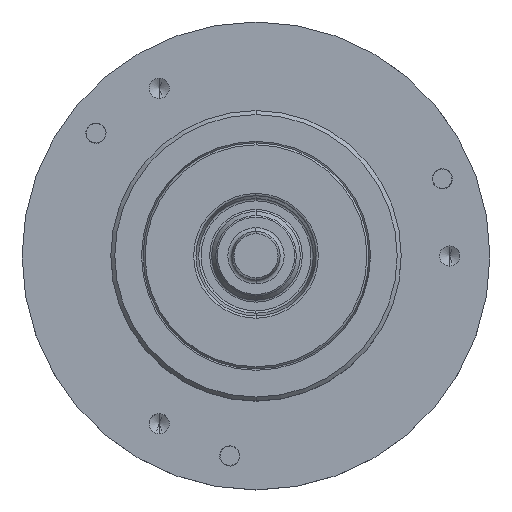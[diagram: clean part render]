
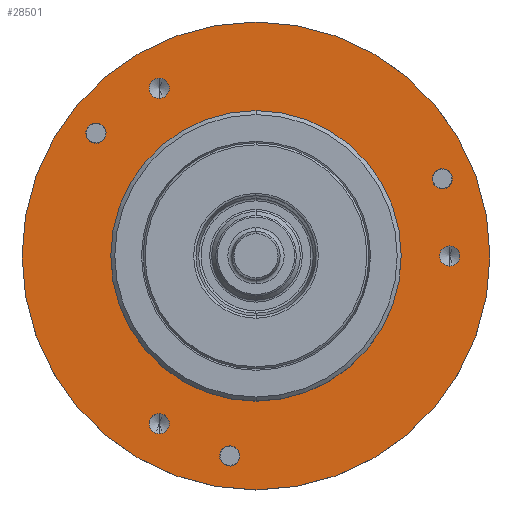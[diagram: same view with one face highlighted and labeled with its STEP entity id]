
A CAD part, top view. The second image highlights one B-rep face of the part: STEP entity #28501.
In plain terms, the highlighted planar face has unit normal (0, 0, 1).
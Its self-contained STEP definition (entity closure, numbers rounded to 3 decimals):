
#4011=CARTESIAN_POINT('',(0.,0.,17.));
#4012=DIRECTION('',(0.,0.,1.));
#4013=DIRECTION('',(1.,0.,0.));
#4014=AXIS2_PLACEMENT_3D('',#4011,#4012,#4013);
#4016=CARTESIAN_POINT('',(0.,0.,17.));
#4017=DIRECTION('',(0.,0.,1.));
#4018=DIRECTION('',(-1.,0.,0.));
#4019=AXIS2_PLACEMENT_3D('',#4016,#4017,#4018);
#4021=CARTESIAN_POINT('',(-19.834,15.219,17.));
#4022=DIRECTION('',(0.,0.,-1.));
#4023=DIRECTION('',(-0.793,0.609,0.));
#4024=AXIS2_PLACEMENT_3D('',#4021,#4022,#4023);
#4026=CARTESIAN_POINT('',(-19.834,15.219,17.));
#4027=DIRECTION('',(0.,0.,-1.));
#4028=DIRECTION('',(0.793,-0.609,0.));
#4029=AXIS2_PLACEMENT_3D('',#4026,#4027,#4028);
#4031=CARTESIAN_POINT('',(-3.263,-24.786,17.));
#4032=DIRECTION('',(0.,0.,-1.));
#4033=DIRECTION('',(-0.131,-0.991,0.));
#4034=AXIS2_PLACEMENT_3D('',#4031,#4032,#4033);
#4036=CARTESIAN_POINT('',(-3.263,-24.786,17.));
#4037=DIRECTION('',(0.,0.,-1.));
#4038=DIRECTION('',(0.131,0.991,0.));
#4039=AXIS2_PLACEMENT_3D('',#4036,#4037,#4038);
#4041=CARTESIAN_POINT('',(23.097,9.567,17.));
#4042=DIRECTION('',(0.,0.,-1.));
#4043=DIRECTION('',(0.924,0.383,0.));
#4044=AXIS2_PLACEMENT_3D('',#4041,#4042,#4043);
#4046=CARTESIAN_POINT('',(23.097,9.567,17.));
#4047=DIRECTION('',(0.,0.,-1.));
#4048=DIRECTION('',(-0.924,-0.383,0.));
#4049=AXIS2_PLACEMENT_3D('',#4046,#4047,#4048);
#4051=CARTESIAN_POINT('',(-12.,-20.785,17.));
#4052=DIRECTION('',(0.,0.,1.));
#4053=DIRECTION('',(0.,-1.,0.));
#4054=AXIS2_PLACEMENT_3D('',#4051,#4052,#4053);
#4056=CARTESIAN_POINT('',(-12.,-20.785,17.));
#4057=DIRECTION('',(0.,0.,1.));
#4058=DIRECTION('',(0.,1.,0.));
#4059=AXIS2_PLACEMENT_3D('',#4056,#4057,#4058);
#4061=CARTESIAN_POINT('',(-12.,20.785,17.));
#4062=DIRECTION('',(0.,0.,1.));
#4063=DIRECTION('',(0.,-1.,0.));
#4064=AXIS2_PLACEMENT_3D('',#4061,#4062,#4063);
#4066=CARTESIAN_POINT('',(-12.,20.785,17.));
#4067=DIRECTION('',(0.,0.,1.));
#4068=DIRECTION('',(0.,1.,0.));
#4069=AXIS2_PLACEMENT_3D('',#4066,#4067,#4068);
#4071=CARTESIAN_POINT('',(24.,0.,17.));
#4072=DIRECTION('',(0.,0.,1.));
#4073=DIRECTION('',(0.,-1.,0.));
#4074=AXIS2_PLACEMENT_3D('',#4071,#4072,#4073);
#4076=CARTESIAN_POINT('',(24.,0.,17.));
#4077=DIRECTION('',(0.,0.,1.));
#4078=DIRECTION('',(0.,1.,0.));
#4079=AXIS2_PLACEMENT_3D('',#4076,#4077,#4078);
#4089=CARTESIAN_POINT('',(0.,0.,17.));
#4090=DIRECTION('',(0.,0.,1.));
#4091=DIRECTION('',(0.,1.,0.));
#4092=AXIS2_PLACEMENT_3D('',#4089,#4090,#4091);
#4126=CARTESIAN_POINT('',(0.,0.,17.));
#4127=DIRECTION('',(0.,0.,-1.));
#4128=DIRECTION('',(0.,1.,0.));
#4129=AXIS2_PLACEMENT_3D('',#4126,#4127,#4128);
#23007=CARTESIAN_POINT('',(0.,18.,17.));
#23008=CARTESIAN_POINT('',(0.,-18.,17.));
#23009=VERTEX_POINT('',#23007);
#23010=VERTEX_POINT('',#23008);
#23011=CARTESIAN_POINT('',(29.,0.,17.));
#23012=CARTESIAN_POINT('',(-29.,0.,17.));
#23013=VERTEX_POINT('',#23011);
#23014=VERTEX_POINT('',#23012);
#23015=CARTESIAN_POINT('',(-20.826,15.98,17.));
#23016=CARTESIAN_POINT('',(-18.842,14.458,17.));
#23017=VERTEX_POINT('',#23015);
#23018=VERTEX_POINT('',#23016);
#23019=CARTESIAN_POINT('',(-3.426,-26.025,17.));
#23020=CARTESIAN_POINT('',(-3.1,-23.547,17.));
#23021=VERTEX_POINT('',#23019);
#23022=VERTEX_POINT('',#23020);
#23023=CARTESIAN_POINT('',(24.252,10.045,17.));
#23024=CARTESIAN_POINT('',(21.942,9.089,17.));
#23025=VERTEX_POINT('',#23023);
#23026=VERTEX_POINT('',#23024);
#23033=CARTESIAN_POINT('',(-12.,-22.035,17.));
#23034=CARTESIAN_POINT('',(-12.,-19.535,17.));
#23035=VERTEX_POINT('',#23033);
#23036=VERTEX_POINT('',#23034);
#23043=CARTESIAN_POINT('',(-12.,19.535,17.));
#23044=CARTESIAN_POINT('',(-12.,22.035,17.));
#23045=VERTEX_POINT('',#23043);
#23046=VERTEX_POINT('',#23044);
#23053=CARTESIAN_POINT('',(24.,-1.25,17.));
#23054=CARTESIAN_POINT('',(24.,1.25,17.));
#23055=VERTEX_POINT('',#23053);
#23056=VERTEX_POINT('',#23054);
#28449=CARTESIAN_POINT('',(0.,0.,17.));
#28450=DIRECTION('',(0.,0.,-1.));
#28451=DIRECTION('',(0.,1.,0.));
#28452=AXIS2_PLACEMENT_3D('',#28449,#28450,#28451);
#28453=PLANE('',#28452);
#28454=ORIENTED_EDGE('',*,*,#28439,.F.);
#28456=ORIENTED_EDGE('',*,*,#28455,.F.);
#28457=EDGE_LOOP('',(#28454,#28456));
#28458=FACE_OUTER_BOUND('',#28457,.F.);
#28460=ORIENTED_EDGE('',*,*,#28459,.T.);
#28462=ORIENTED_EDGE('',*,*,#28461,.F.);
#28463=EDGE_LOOP('',(#28460,#28462));
#28464=FACE_BOUND('',#28463,.F.);
#28466=ORIENTED_EDGE('',*,*,#28465,.F.);
#28468=ORIENTED_EDGE('',*,*,#28467,.F.);
#28469=EDGE_LOOP('',(#28466,#28468));
#28470=FACE_BOUND('',#28469,.F.);
#28472=ORIENTED_EDGE('',*,*,#28471,.F.);
#28474=ORIENTED_EDGE('',*,*,#28473,.F.);
#28475=EDGE_LOOP('',(#28472,#28474));
#28476=FACE_BOUND('',#28475,.F.);
#28478=ORIENTED_EDGE('',*,*,#28477,.F.);
#28480=ORIENTED_EDGE('',*,*,#28479,.F.);
#28481=EDGE_LOOP('',(#28478,#28480));
#28482=FACE_BOUND('',#28481,.F.);
#28484=ORIENTED_EDGE('',*,*,#28483,.T.);
#28486=ORIENTED_EDGE('',*,*,#28485,.T.);
#28487=EDGE_LOOP('',(#28484,#28486));
#28488=FACE_BOUND('',#28487,.F.);
#28490=ORIENTED_EDGE('',*,*,#28489,.T.);
#28492=ORIENTED_EDGE('',*,*,#28491,.T.);
#28493=EDGE_LOOP('',(#28490,#28492));
#28494=FACE_BOUND('',#28493,.F.);
#28496=ORIENTED_EDGE('',*,*,#28495,.T.);
#28498=ORIENTED_EDGE('',*,*,#28497,.T.);
#28499=EDGE_LOOP('',(#28496,#28498));
#28500=FACE_BOUND('',#28499,.F.);
#4015=CIRCLE('',#4014,29.);
#4020=CIRCLE('',#4019,29.);
#4025=CIRCLE('',#4024,1.25);
#4030=CIRCLE('',#4029,1.25);
#4035=CIRCLE('',#4034,1.25);
#4040=CIRCLE('',#4039,1.25);
#4045=CIRCLE('',#4044,1.25);
#4050=CIRCLE('',#4049,1.25);
#4055=CIRCLE('',#4054,1.25);
#4060=CIRCLE('',#4059,1.25);
#4065=CIRCLE('',#4064,1.25);
#4070=CIRCLE('',#4069,1.25);
#4075=CIRCLE('',#4074,1.25);
#4080=CIRCLE('',#4079,1.25);
#4093=CIRCLE('',#4092,18.);
#4130=CIRCLE('',#4129,18.);
#28439=EDGE_CURVE('',#23013,#23014,#4015,.T.);
#28455=EDGE_CURVE('',#23014,#23013,#4020,.T.);
#28459=EDGE_CURVE('',#23009,#23010,#4093,.T.);
#28461=EDGE_CURVE('',#23009,#23010,#4130,.T.);
#28465=EDGE_CURVE('',#23017,#23018,#4025,.T.);
#28467=EDGE_CURVE('',#23018,#23017,#4030,.T.);
#28471=EDGE_CURVE('',#23021,#23022,#4035,.T.);
#28473=EDGE_CURVE('',#23022,#23021,#4040,.T.);
#28477=EDGE_CURVE('',#23025,#23026,#4045,.T.);
#28479=EDGE_CURVE('',#23026,#23025,#4050,.T.);
#28483=EDGE_CURVE('',#23035,#23036,#4055,.T.);
#28485=EDGE_CURVE('',#23036,#23035,#4060,.T.);
#28489=EDGE_CURVE('',#23045,#23046,#4065,.T.);
#28491=EDGE_CURVE('',#23046,#23045,#4070,.T.);
#28495=EDGE_CURVE('',#23055,#23056,#4075,.T.);
#28497=EDGE_CURVE('',#23056,#23055,#4080,.T.);
#28501=ADVANCED_FACE('',(#28458,#28464,#28470,#28476,#28482,#28488,#28494,
#28500),#28453,.F.);
